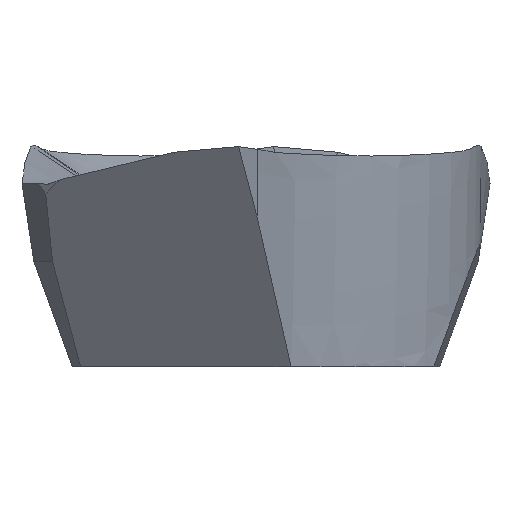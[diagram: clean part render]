
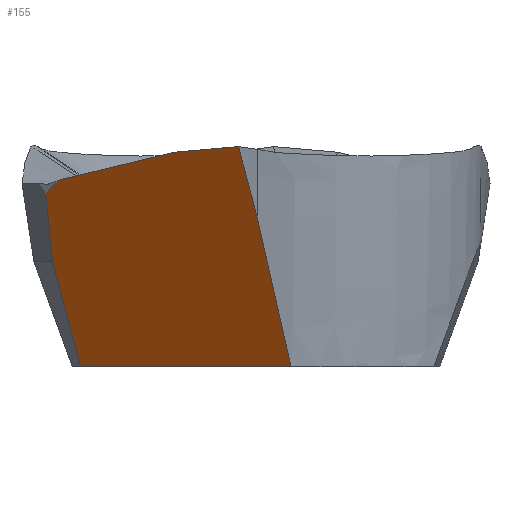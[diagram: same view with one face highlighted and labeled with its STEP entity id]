
A CAD part, left-side view. The second image highlights one B-rep face of the part: STEP entity #155.
In plain terms, the highlighted planar face has unit normal (-0.814, 0.47, -0.342).
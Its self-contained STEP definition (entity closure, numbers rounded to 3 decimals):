
#101=FACE_OUTER_BOUND('',#254,.T.);
#155=ADVANCED_FACE('',(#101),#190,.F.);
#190=PLANE('',#1109);
#254=EDGE_LOOP('',(#437,#438,#439,#440,#441,#442,#443,#444));
#437=ORIENTED_EDGE('',*,*,#723,.F.);
#438=ORIENTED_EDGE('',*,*,#724,.T.);
#439=ORIENTED_EDGE('',*,*,#725,.T.);
#440=ORIENTED_EDGE('',*,*,#726,.T.);
#441=ORIENTED_EDGE('',*,*,#636,.T.);
#442=ORIENTED_EDGE('',*,*,#713,.F.);
#443=ORIENTED_EDGE('',*,*,#722,.F.);
#444=ORIENTED_EDGE('',*,*,#727,.F.);
#554=VERTEX_POINT('',#1520);
#555=VERTEX_POINT('',#1522);
#610=VERTEX_POINT('',#2541);
#611=VERTEX_POINT('',#2770);
#612=VERTEX_POINT('',#2808);
#613=VERTEX_POINT('',#2809);
#614=VERTEX_POINT('',#2811);
#615=VERTEX_POINT('',#2813);
#636=EDGE_CURVE('',#555,#554,#911,.T.);
#713=EDGE_CURVE('',#610,#554,#835,.T.);
#722=EDGE_CURVE('',#611,#610,#942,.T.);
#723=EDGE_CURVE('',#612,#613,#943,.T.);
#724=EDGE_CURVE('',#612,#614,#944,.T.);
#725=EDGE_CURVE('',#614,#615,#945,.T.);
#726=EDGE_CURVE('',#615,#555,#946,.T.);
#727=EDGE_CURVE('',#613,#611,#947,.T.);
#835=B_SPLINE_CURVE_WITH_KNOTS('',3,(#2542,#2543,#2544,#2545),
 .UNSPECIFIED.,.F.,.F.,(4,4),(0.,1.),.UNSPECIFIED.);
#911=LINE('',#1521,#970);
#942=LINE('',#2805,#1001);
#943=LINE('',#2807,#1002);
#944=LINE('',#2810,#1003);
#945=LINE('',#2812,#1004);
#946=LINE('',#2814,#1005);
#947=LINE('',#2815,#1006);
#970=VECTOR('',#1159,1.);
#1001=VECTOR('',#1218,1.);
#1002=VECTOR('',#1221,1.);
#1003=VECTOR('',#1222,1.);
#1004=VECTOR('',#1223,1.);
#1005=VECTOR('',#1224,1.);
#1006=VECTOR('',#1225,1.);
#1109=AXIS2_PLACEMENT_3D('',#2816,#1226,#1227);
#1159=DIRECTION('',(-0.5,-0.866,0.));
#1218=DIRECTION('',(0.251,-0.247,-0.936));
#1221=DIRECTION('',(-0.551,-0.812,0.195));
#1222=DIRECTION('',(0.576,0.576,-0.58));
#1223=DIRECTION('',(0.339,-0.094,-0.936));
#1224=DIRECTION('',(0.249,-0.249,-0.936));
#1225=DIRECTION('',(-0.522,-0.85,0.074));
#1226=DIRECTION('',(0.814,-0.47,0.342));
#1227=DIRECTION('',(-0.5,-0.866,0.));
#1520=CARTESIAN_POINT('',(-7.589,-0.784,-5.));
#1521=CARTESIAN_POINT('',(-4.87,3.925,-5.));
#1522=CARTESIAN_POINT('',(-4.87,3.925,-5.));
#2541=CARTESIAN_POINT('',(-8.546,-0.036,-1.694));
#2542=CARTESIAN_POINT('',(-8.546,-0.036,-1.694));
#2543=CARTESIAN_POINT('',(-8.252,-0.325,-2.793));
#2544=CARTESIAN_POINT('',(-7.929,-0.57,-3.897));
#2545=CARTESIAN_POINT('',(-7.589,-0.784,-5.));
#2770=CARTESIAN_POINT('',(-8.98,0.392,-0.074));
#2805=CARTESIAN_POINT('',(-8.98,0.392,-0.074));
#2807=CARTESIAN_POINT('',(-6.365,4.383,-0.814));
#2808=CARTESIAN_POINT('',(-6.365,4.383,-0.814));
#2809=CARTESIAN_POINT('',(-8.096,1.832,-0.2));
#2810=CARTESIAN_POINT('',(-6.365,4.383,-0.814));
#2811=CARTESIAN_POINT('',(-6.045,4.703,-1.136));
#2812=CARTESIAN_POINT('',(-6.045,4.703,-1.136));
#2813=CARTESIAN_POINT('',(-5.498,4.552,-2.644));
#2814=CARTESIAN_POINT('',(-5.498,4.552,-2.644));
#2815=CARTESIAN_POINT('',(-8.096,1.832,-0.2));
#2816=CARTESIAN_POINT('',(-7.978,2.181,0.));
